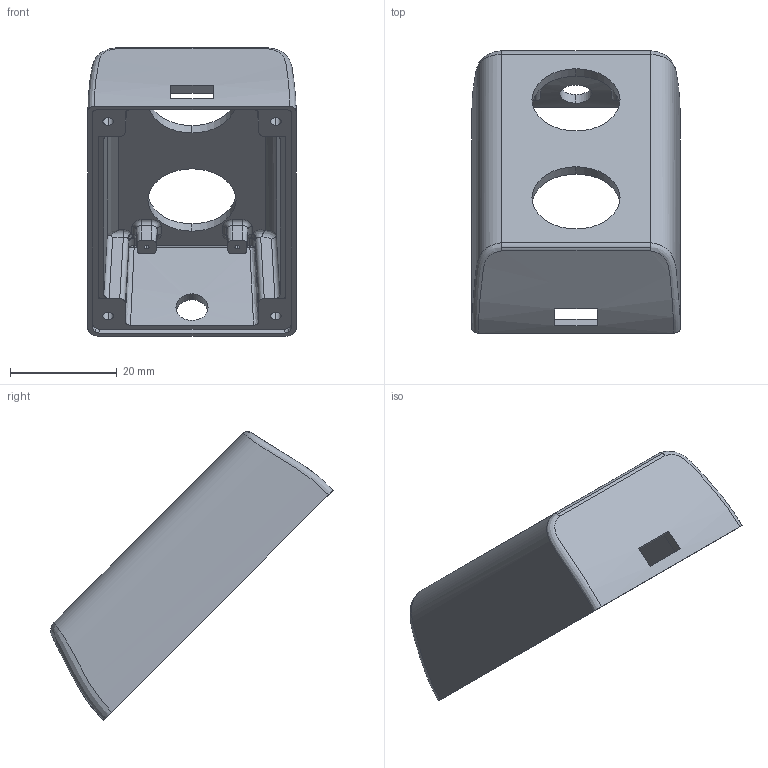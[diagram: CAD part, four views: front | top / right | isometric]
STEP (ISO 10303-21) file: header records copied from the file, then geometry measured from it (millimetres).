
FILE_DESCRIPTION (( 'STEP AP203' ), '1' );
FILE_NAME ('署赅 (磬蝠铖蝽桕).STEP', '2015-04-01T03:53:08', ( 'Isaev' ), ( '' ), 'SwSTEP 2.0', 'SolidWorks 2014', '' );
FILE_SCHEMA (( 'CONFIG_CONTROL_DESIGN' ));
Length unit declared in the file: millimetre
Products named in the file (1): 署赅 (磬蝠铖蝽桕)
Bounding box: 39 x 52.93 x 54.09 mm (x, y, z)
Volume: 11837.1 mm3; surface area: 10184.3 mm2
Topology: 1 solids, 3 shells, 194 faces, 487 edges, 297 vertices
Faces by surface type: cylinder 59, plane 52, bspline 37, cone 30, torus 16
Entity records: 7412 total; most frequent: CARTESIAN_POINT 3007, ORIENTED_EDGE 950, DIRECTION 834, EDGE_CURVE 475, AXIS2_PLACEMENT_3D 311, VERTEX_POINT 297, VECTOR 212, LINE 212
